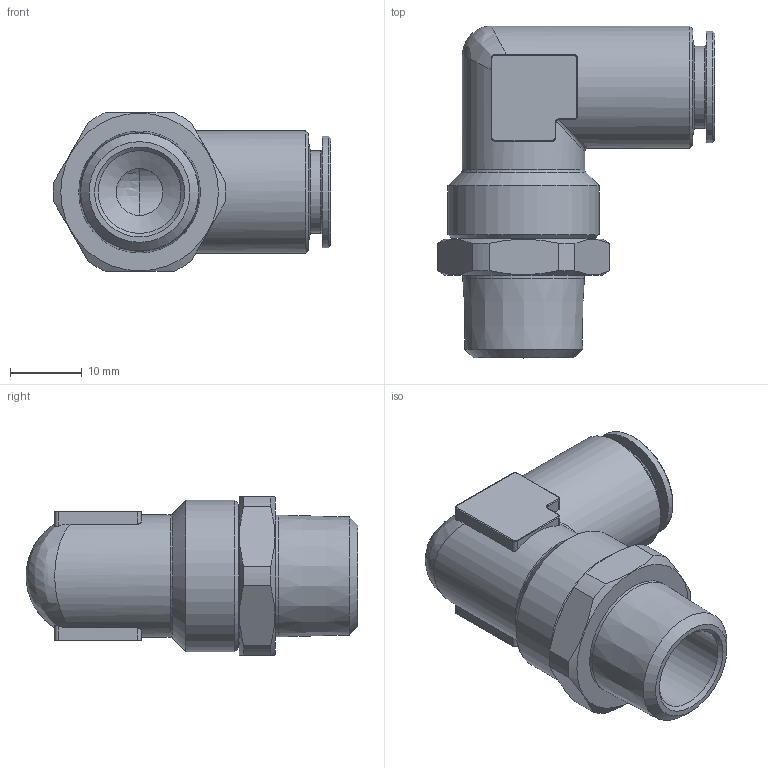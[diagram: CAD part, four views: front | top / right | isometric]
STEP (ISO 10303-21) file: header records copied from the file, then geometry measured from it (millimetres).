
FILE_DESCRIPTION(( 'AR.15.10.38.stp' ), '1');
FILE_NAME( 'AR.15.10.38.stp', '2021-02-22T11:28:36',( 'Sopra'),('sopra-pneumatic.com'), 'SwSTEP 2.0','SolidWorks 2009','' );
FILE_SCHEMA( ( 'AUTOMOTIVE_DESIGN { 1 0 10303 214 1 1 1 1 }' ) );
Length unit declared in the file: metre
Products named in the file (1): Taglia-Rivoluzione2
Bounding box: 38.54 x 46.1 x 22 mm (x, y, z)
Volume: 11878.8 mm3; surface area: 6335.2 mm2
Topology: 1 solids, 1 shells, 99 faces, 245 edges, 151 vertices
Faces by surface type: cylinder 41, plane 27, cone 14, torus 14, bspline 2, sphere 1
Full cylindrical faces by diameter (mm): 6.5 x1, 9 x1, 10.15 x1, 11.4 x1, 11.5 x1, 15.5 x1, 16.9 x1, 17 x2, 17.9 x1, 21 x1
Entity records: 3961 total; most frequent: CARTESIAN_POINT 1001, DIRECTION 458, ORIENTED_EDGE 412, EDGE_CURVE 206, AXIS2_PLACEMENT_3D 195, VERTEX_POINT 141, EDGE_LOOP 133, FACE_OUTER_BOUND 112
